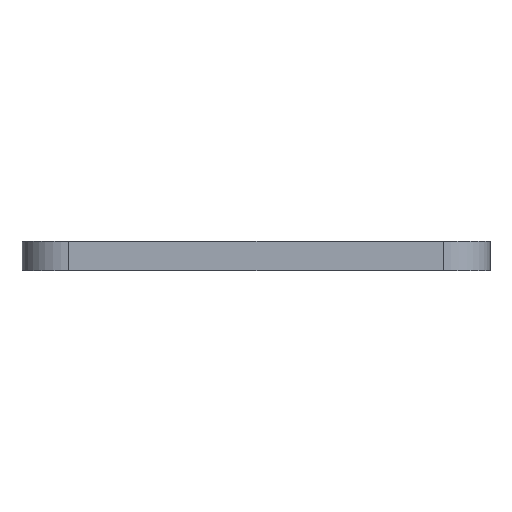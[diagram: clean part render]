
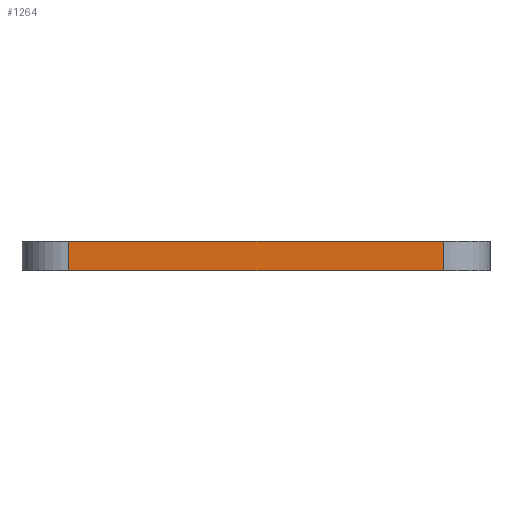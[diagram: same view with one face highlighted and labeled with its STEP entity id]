
A CAD part, left-side view. The second image highlights one B-rep face of the part: STEP entity #1264.
In plain terms, the highlighted planar face has unit normal (-1, 0, 0).
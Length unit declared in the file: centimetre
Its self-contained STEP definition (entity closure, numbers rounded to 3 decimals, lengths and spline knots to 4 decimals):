
#125=PLANE('',#1396);
#204=VECTOR('',#1677,1.);
#209=VECTOR('',#1699,1.);
#212=VECTOR('',#1705,1.);
#214=VECTOR('',#1718,1.);
#292=LINE('',#2016,#204);
#297=LINE('',#2038,#209);
#300=LINE('',#2045,#212);
#302=LINE('',#2059,#214);
#403=VERTEX_POINT('',#2015);
#404=VERTEX_POINT('',#2017);
#412=VERTEX_POINT('',#2039);
#414=VERTEX_POINT('',#2046);
#628=EDGE_CURVE('',#404,#403,#292,.T.);
#639=EDGE_CURVE('',#404,#412,#297,.T.);
#643=EDGE_CURVE('',#414,#412,#300,.T.);
#650=EDGE_CURVE('',#414,#403,#302,.T.);
#948=ORIENTED_EDGE('',*,*,#639,.F.);
#949=ORIENTED_EDGE('',*,*,#628,.T.);
#950=ORIENTED_EDGE('',*,*,#650,.F.);
#951=ORIENTED_EDGE('',*,*,#643,.T.);
#1080=EDGE_LOOP('',(#948,#949,#950,#951));
#1200=FACE_BOUND('',#1080,.T.);
#1264=ADVANCED_FACE('',(#1200),#125,.T.);
#1396=AXIS2_PLACEMENT_3D('',#2058,#1717,$);
#1677=DIRECTION('',(0.,1.,0.));
#1699=DIRECTION('',(0.,0.,-1.));
#1705=DIRECTION('',(0.,-1.,0.));
#1717=DIRECTION('',(-1.,0.,0.));
#1718=DIRECTION('',(0.,0.,1.));
#2015=CARTESIAN_POINT('',(-5.,2.,0.3175));
#2016=CARTESIAN_POINT('',(-5.,2.5,0.3175));
#2017=CARTESIAN_POINT('',(-5.,-2.,0.3175));
#2038=CARTESIAN_POINT('',(-5.,-2.,0.));
#2039=CARTESIAN_POINT('',(-5.,-2.,0.));
#2045=CARTESIAN_POINT('',(-5.,2.5,0.));
#2046=CARTESIAN_POINT('',(-5.,2.,0.));
#2058=CARTESIAN_POINT('',(-5.,0.,0.));
#2059=CARTESIAN_POINT('',(-5.,2.,0.));
